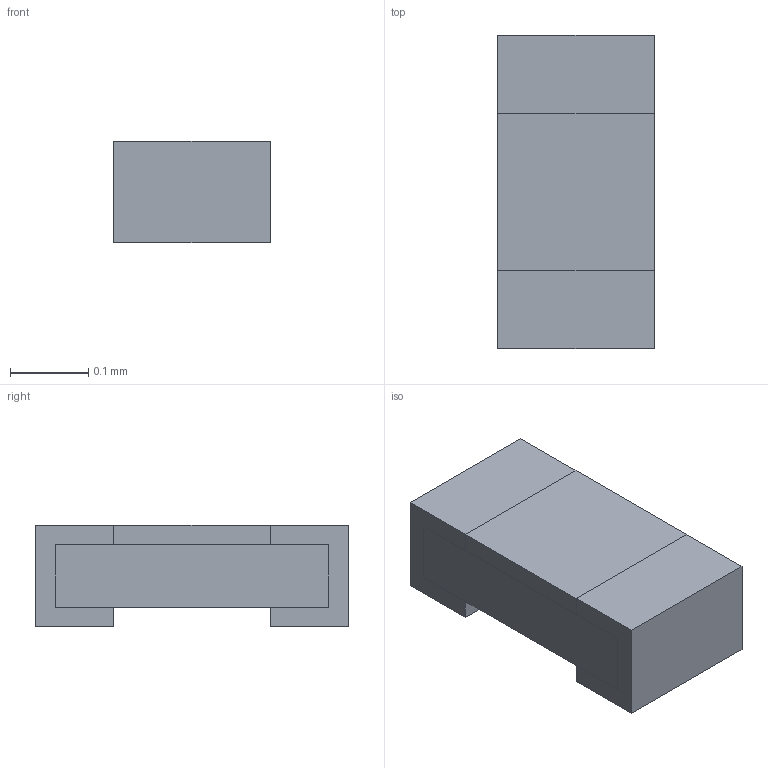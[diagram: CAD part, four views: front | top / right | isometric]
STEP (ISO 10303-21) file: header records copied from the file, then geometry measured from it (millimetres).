
FILE_DESCRIPTION(('STEP AP214'), '1');
FILE_NAME('YageoResistors', '', ('UNSPECIFIED'), ('UNSPECIFIED'), 'C3D Converter', 'C3D Toolkit', '');
FILE_SCHEMA(('AUTOMOTIVE_DESIGN { 1 0 10303 214 3 1 1}'));
Length unit declared in the file: millimetre
Products named in the file (1): Yageo-RC0100
Bounding box: 0.2 x 0.4 x 0.13 mm (x, y, z)
Volume: 0 mm3; surface area: 0.6 mm2
Topology: 4 solids, 4 shells, 32 faces, 72 edges, 48 vertices
Faces by surface type: plane 32
Entity records: 1185 total; most frequent: CARTESIAN_POINT 153, ORIENTED_EDGE 144, DIRECTION 138, EDGE_CURVE 72, LINE 72, VECTOR 72, VERTEX_POINT 48, COLOUR_RGB 36
